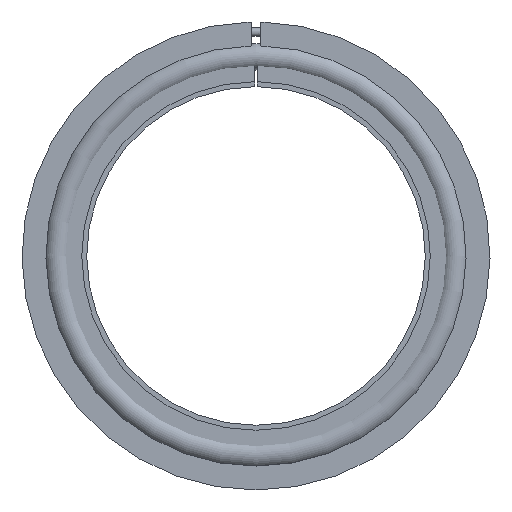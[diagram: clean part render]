
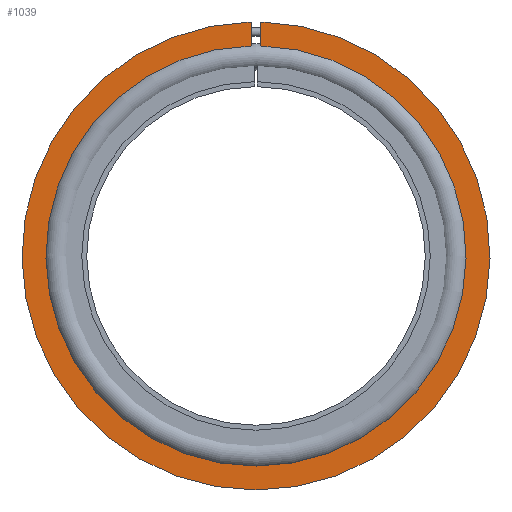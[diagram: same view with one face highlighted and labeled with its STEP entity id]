
A CAD part, left-side view. The second image highlights one B-rep face of the part: STEP entity #1039.
In plain terms, the highlighted planar face has unit normal (-1, 0, 0).
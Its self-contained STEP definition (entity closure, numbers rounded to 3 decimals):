
#20 = VECTOR ( 'NONE', #748, 1000. ) ;
#45 = EDGE_CURVE ( 'NONE', #652, #1043, #188, .T. ) ;
#82 = ORIENTED_EDGE ( 'NONE', *, *, #901, .T. ) ;
#92 = CARTESIAN_POINT ( 'NONE',  ( 2.05, 0., 0. ) ) ;
#168 = DIRECTION ( 'NONE',  ( 0., 0., -1. ) ) ;
#188 = LINE ( 'NONE', #1076, #815 ) ;
#196 = CARTESIAN_POINT ( 'NONE',  ( 2.05, 0., 0. ) ) ;
#205 = AXIS2_PLACEMENT_3D ( 'NONE', #196, #538, #764 ) ;
#256 = EDGE_CURVE ( 'NONE', #271, #652, #409, .T. ) ;
#271 = VERTEX_POINT ( 'NONE', #850 ) ;
#279 = LINE ( 'NONE', #1078, #20 ) ;
#334 = CIRCLE ( 'NONE', #974, 42.194 ) ;
#397 = CARTESIAN_POINT ( 'NONE',  ( 2.05, 1., 46.989 ) ) ;
#409 = CIRCLE ( 'NONE', #205, 47. ) ;
#447 = ORIENTED_EDGE ( 'NONE', *, *, #256, .F. ) ;
#537 = CARTESIAN_POINT ( 'NONE',  ( 2.05, 47., 0. ) ) ;
#538 = DIRECTION ( 'NONE',  ( 1., 0., 0. ) ) ;
#562 = CARTESIAN_POINT ( 'NONE',  ( 2.05, -1., 42.182 ) ) ;
#589 = VERTEX_POINT ( 'NONE', #562 ) ;
#596 = ORIENTED_EDGE ( 'NONE', *, *, #935, .F. ) ;
#601 = PLANE ( 'NONE',  #1067 ) ;
#652 = VERTEX_POINT ( 'NONE', #397 ) ;
#691 = ORIENTED_EDGE ( 'NONE', *, *, #45, .F. ) ;
#697 = CARTESIAN_POINT ( 'NONE',  ( 2.05, 1., 42.182 ) ) ;
#748 = DIRECTION ( 'NONE',  ( 0., 0., 1. ) ) ;
#757 = DIRECTION ( 'NONE',  ( -1., 0., 0. ) ) ;
#764 = DIRECTION ( 'NONE',  ( 0., 0., -1. ) ) ;
#815 = VECTOR ( 'NONE', #168, 1000. ) ;
#825 = DIRECTION ( 'NONE',  ( 0., 0., -1. ) ) ;
#837 = DIRECTION ( 'NONE',  ( 1., 0., 0. ) ) ;
#850 = CARTESIAN_POINT ( 'NONE',  ( 2.05, -1., 46.989 ) ) ;
#901 = EDGE_CURVE ( 'NONE', #589, #1043, #334, .T. ) ;
#921 = EDGE_LOOP ( 'NONE', ( #691, #447, #596, #82 ) ) ;
#935 = EDGE_CURVE ( 'NONE', #589, #271, #279, .T. ) ;
#974 = AXIS2_PLACEMENT_3D ( 'NONE', #92, #837, #825 ) ;
#981 = FACE_OUTER_BOUND ( 'NONE', #921, .T. ) ;
#1013 = DIRECTION ( 'NONE',  ( 0., 0., 1. ) ) ;
#1039 = ADVANCED_FACE ( 'NONE', ( #981 ), #601, .T. ) ;
#1043 = VERTEX_POINT ( 'NONE', #697 ) ;
#1067 = AXIS2_PLACEMENT_3D ( 'NONE', #537, #757, #1013 ) ;
#1076 = CARTESIAN_POINT ( 'NONE',  ( 2.05, 1., 0. ) ) ;
#1078 = CARTESIAN_POINT ( 'NONE',  ( 2.05, -1., 0. ) ) ;
